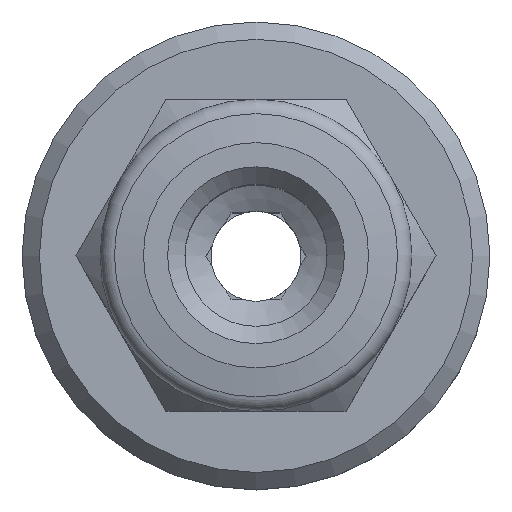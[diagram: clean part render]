
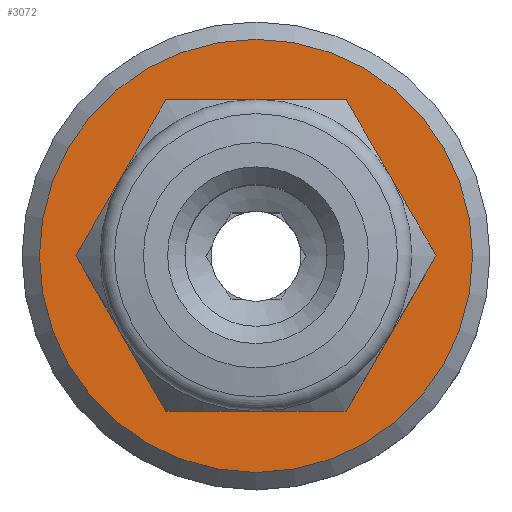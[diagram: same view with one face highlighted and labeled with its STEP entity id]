
A CAD part, top view. The second image highlights one B-rep face of the part: STEP entity #3072.
In plain terms, the highlighted face is planar.
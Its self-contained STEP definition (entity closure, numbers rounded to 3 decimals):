
#34=VECTOR('',#2331,1.);
#35=VECTOR('',#2332,1.);
#36=VECTOR('',#2333,1.);
#37=VECTOR('',#2334,1.);
#38=VECTOR('',#2335,1.);
#39=VECTOR('',#2336,1.);
#76=LINE('',#2663,#34);
#77=LINE('',#2665,#35);
#78=LINE('',#2667,#36);
#79=LINE('',#2669,#37);
#80=LINE('',#2671,#38);
#81=LINE('',#2672,#39);
#859=PLANE('',#2931);
#933=ORIENTED_EDGE('',*,*,#1305,.T.);
#934=ORIENTED_EDGE('',*,*,#1306,.F.);
#935=ORIENTED_EDGE('',*,*,#1307,.F.);
#936=ORIENTED_EDGE('',*,*,#1308,.F.);
#937=ORIENTED_EDGE('',*,*,#1309,.F.);
#938=ORIENTED_EDGE('',*,*,#1310,.F.);
#939=ORIENTED_EDGE('',*,*,#1311,.F.);
#1161=CIRCLE('',#2932,6.25);
#1215=VERTEX_POINT('',#2659);
#1216=VERTEX_POINT('',#2661);
#1217=VERTEX_POINT('',#2662);
#1218=VERTEX_POINT('',#2664);
#1219=VERTEX_POINT('',#2666);
#1220=VERTEX_POINT('',#2668);
#1221=VERTEX_POINT('',#2670);
#1305=EDGE_CURVE('',#1215,#1215,#1161,.T.);
#1306=EDGE_CURVE('',#1216,#1217,#76,.T.);
#1307=EDGE_CURVE('',#1218,#1216,#77,.T.);
#1308=EDGE_CURVE('',#1219,#1218,#78,.T.);
#1309=EDGE_CURVE('',#1220,#1219,#79,.T.);
#1310=EDGE_CURVE('',#1221,#1220,#80,.T.);
#1311=EDGE_CURVE('',#1217,#1221,#81,.T.);
#1437=EDGE_LOOP('',(#933));
#1438=EDGE_LOOP('',(#934,#935,#936,#937,#938,#939));
#1543=FACE_BOUND('',#1437,.T.);
#1544=FACE_BOUND('',#1438,.T.);
#2327=DIRECTION('',(0.,1.,0.));
#2328=DIRECTION('',(1.,0.,0.));
#2329=DIRECTION('',(0.,1.,0.));
#2330=DIRECTION('',(0.,0.,-6.25));
#2331=DIRECTION('',(5.196,0.,0.));
#2332=DIRECTION('',(2.598,0.,4.5));
#2333=DIRECTION('',(-2.598,0.,4.5));
#2334=DIRECTION('',(-5.196,0.,0.));
#2335=DIRECTION('',(-2.598,0.,-4.5));
#2336=DIRECTION('',(2.598,0.,-4.5));
#2658=CARTESIAN_POINT('',(110.68,91.717,0.));
#2659=CARTESIAN_POINT('',(104.43,91.717,-6.25));
#2660=CARTESIAN_POINT('',(104.43,91.717,0.));
#2661=CARTESIAN_POINT('',(101.832,91.717,4.5));
#2662=CARTESIAN_POINT('',(107.028,91.717,4.5));
#2663=CARTESIAN_POINT('',(101.832,91.717,4.5));
#2664=CARTESIAN_POINT('',(99.233,91.717,0.));
#2665=CARTESIAN_POINT('',(99.233,91.717,0.));
#2666=CARTESIAN_POINT('',(101.832,91.717,-4.5));
#2667=CARTESIAN_POINT('',(101.832,91.717,-4.5));
#2668=CARTESIAN_POINT('',(107.028,91.717,-4.5));
#2669=CARTESIAN_POINT('',(107.028,91.717,-4.5));
#2670=CARTESIAN_POINT('',(109.626,91.717,0.));
#2671=CARTESIAN_POINT('',(109.626,91.717,0.));
#2672=CARTESIAN_POINT('',(107.028,91.717,4.5));
#2931=AXIS2_PLACEMENT_3D('',#2658,#2327,#2328);
#2932=AXIS2_PLACEMENT_3D('',#2660,#2329,#2330);
#3072=ADVANCED_FACE('',(#1543,#1544),#859,.T.);
